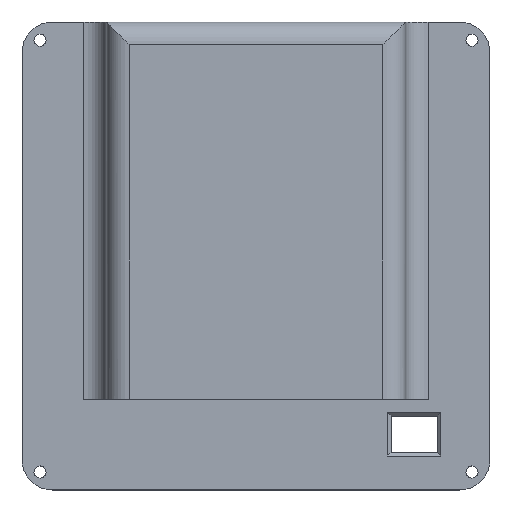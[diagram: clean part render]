
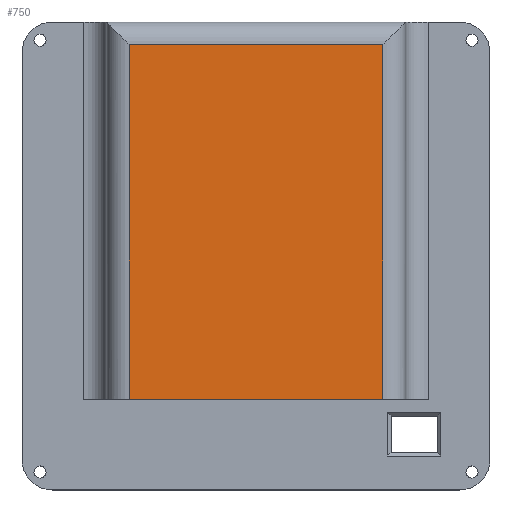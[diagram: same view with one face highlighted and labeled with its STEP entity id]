
A CAD part, top view. The second image highlights one B-rep face of the part: STEP entity #750.
In plain terms, the highlighted planar face has unit normal (0, 0, 1).
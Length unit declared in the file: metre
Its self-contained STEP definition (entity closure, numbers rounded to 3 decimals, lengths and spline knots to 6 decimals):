
#169=ORIENTED_EDGE('',*,*,#324,.F.);
#170=ORIENTED_EDGE('',*,*,#333,.T.);
#171=ORIENTED_EDGE('',*,*,#334,.T.);
#172=ORIENTED_EDGE('',*,*,#335,.T.);
#324=EDGE_CURVE('',#415,#416,#476,.T.);
#333=EDGE_CURVE('',#415,#419,#483,.T.);
#334=EDGE_CURVE('',#419,#420,#484,.T.);
#335=EDGE_CURVE('',#420,#416,#485,.T.);
#415=VERTEX_POINT('',#1205);
#416=VERTEX_POINT('',#1207);
#419=VERTEX_POINT('',#1222);
#420=VERTEX_POINT('',#1224);
#476=LINE('',#1206,#556);
#483=LINE('',#1221,#563);
#484=LINE('',#1223,#564);
#485=LINE('',#1225,#565);
#556=VECTOR('',#976,1.);
#563=VECTOR('',#993,1.);
#564=VECTOR('',#994,1.);
#565=VECTOR('',#995,1.);
#623=EDGE_LOOP('',(#169,#170,#171,#172));
#679=FACE_BOUND('',#623,.T.);
#713=PLANE('',#827);
#750=ADVANCED_FACE('',(#679),#713,.T.);
#827=AXIS2_PLACEMENT_3D('',#1220,#991,#992);
#976=DIRECTION('',(-1.,0.,0.));
#991=DIRECTION('',(0.,0.,1.));
#992=DIRECTION('',(1.,0.,0.));
#993=DIRECTION('',(0.,1.,0.));
#994=DIRECTION('',(-1.,0.,0.));
#995=DIRECTION('',(0.,-1.,0.));
#1205=CARTESIAN_POINT('',(0.016825,-0.019,0.03937));
#1206=CARTESIAN_POINT('',(0.,-0.019,0.03937));
#1207=CARTESIAN_POINT('',(-0.016825,-0.019,0.03937));
#1220=CARTESIAN_POINT('',(0.,0.,0.03937));
#1221=CARTESIAN_POINT('',(0.016825,0.031,0.03937));
#1222=CARTESIAN_POINT('',(0.016825,0.028,0.03937));
#1223=CARTESIAN_POINT('',(-0.019825,0.028,0.03937));
#1224=CARTESIAN_POINT('',(-0.016825,0.028,0.03937));
#1225=CARTESIAN_POINT('',(-0.016825,-0.019,0.03937));
